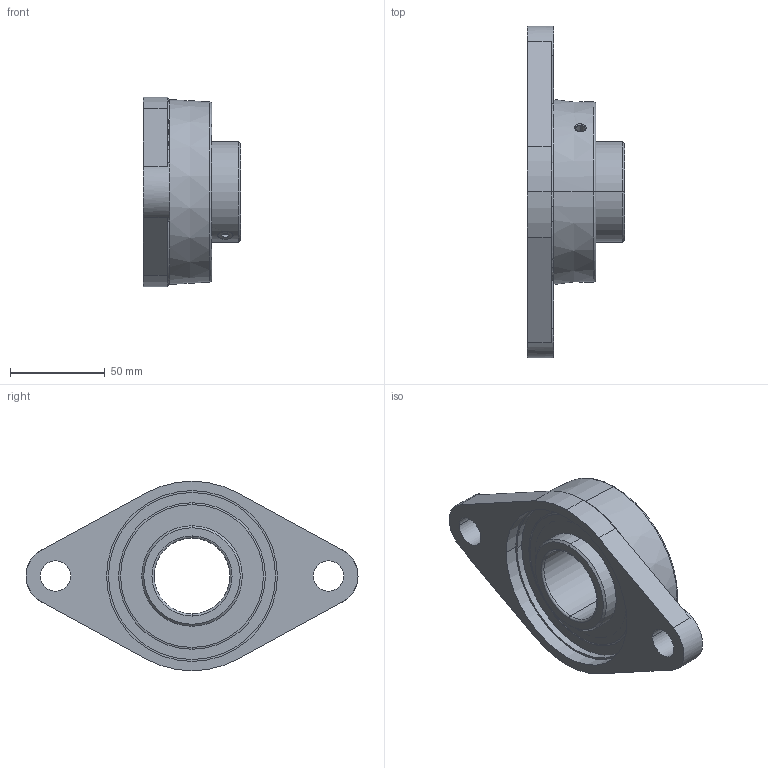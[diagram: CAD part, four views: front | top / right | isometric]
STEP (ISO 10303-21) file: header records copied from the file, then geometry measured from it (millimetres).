
FILE_DESCRIPTION (( 'STEP AP203' ), '1' );
FILE_NAME ('MANCAL UCFL208CC_Default_sldprt.STEP', '2026-02-04T19:33:07', ( '' ), ( '' ), 'SwSTEP 2.0', 'SolidWorks 2025', '' );
FILE_SCHEMA (( 'CONFIG_CONTROL_DESIGN' ));
Length unit declared in the file: millimetre
Products named in the file (1): MANCAL UCFL208CC_Default_sldprt
Bounding box: 51.2 x 175 x 100 mm (x, y, z)
Volume: 202582.4 mm3; surface area: 58638.7 mm2
Topology: 1 solids, 3 shells, 140 faces, 313 edges, 194 vertices
Faces by surface type: cylinder 51, plane 43, cone 20, torus 17, sphere 9
Entity records: 4497 total; most frequent: CARTESIAN_POINT 1244, DIRECTION 700, ORIENTED_EDGE 626, EDGE_CURVE 313, AXIS2_PLACEMENT_3D 288, VERTEX_POINT 194, EDGE_LOOP 165, CIRCLE 147
